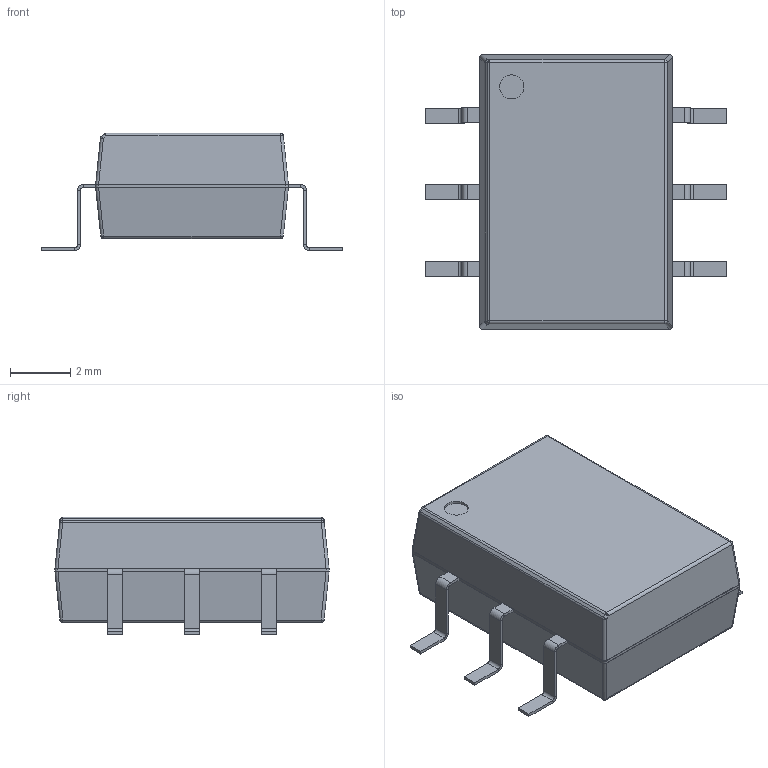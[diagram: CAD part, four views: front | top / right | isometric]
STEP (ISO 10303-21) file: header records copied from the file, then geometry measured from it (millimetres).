
FILE_DESCRIPTION(('Open CASCADE Model'),'2;1');
FILE_NAME('Open CASCADE Shape Model','2025-10-05T17:16:14',('Author'),( 'Open CASCADE'),'Open CASCADE STEP processor 7.5','Open CASCADE 7.5' ,'Unknown');
FILE_SCHEMA(('AUTOMOTIVE_DESIGN { 1 0 10303 214 1 1 1 1 }'));
Length unit declared in the file: millimetre
Products named in the file (7): PCB; Designator1; 8782272592; Open CASCADE STEP translator 7.5 14.1; Body; Open CASCADE STEP translator 7.5 14.2.1; Leader
Assembly tree (10 placements, depth 4):
  PCB
  Designator1
    8782272592
      Open CASCADE STEP translator 7.5 14.1
      Body
        Open CASCADE STEP translator 7.5 14.2.1
      Leader  x6
Bounding box: 10 x 9.1 x 3.9 mm (x, y, z)
Volume: 195.5 mm3; surface area: 237.9 mm2
Topology: 7 solids, 8 shells, 199 faces, 402 edges, 209 vertices
Faces by surface type: plane 125, cylinder 56, sphere 10, bspline 8
Full cylindrical faces by diameter (mm): 0.8 x1
Entity records: 3043 total; most frequent: CARTESIAN_POINT 1193, DIRECTION 365, ORIENTED_EDGE 343, EDGE_CURVE 172, AXIS2_PLACEMENT_3D 133, LINE 99, VECTOR 99, FACE_BOUND 90
